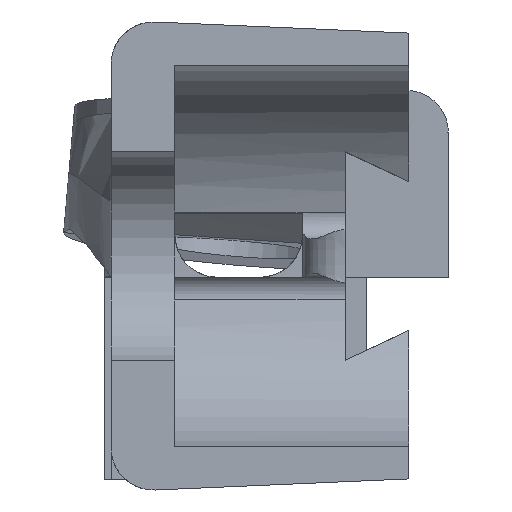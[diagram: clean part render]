
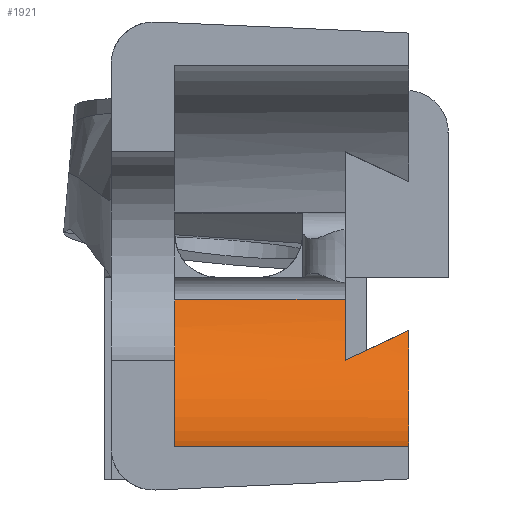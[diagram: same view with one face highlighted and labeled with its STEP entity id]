
A CAD part, left-side view. The second image highlights one B-rep face of the part: STEP entity #1921.
In plain terms, the highlighted cylindrical face has radius 9 mm (diameter 18 mm), a partial arc.
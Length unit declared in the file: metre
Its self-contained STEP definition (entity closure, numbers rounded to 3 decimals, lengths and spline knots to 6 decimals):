
#26=ELLIPSE('',#1987,0.021296,0.009);
#38=CIRCLE('',#1996,0.009);
#71=CIRCLE('',#2061,0.009);
#75=CIRCLE('',#2068,0.009);
#113=CYLINDRICAL_SURFACE('',#2069,0.009);
#248=LINE('',#3547,#401);
#281=LINE('',#3834,#434);
#401=VECTOR('',#2342,1.);
#434=VECTOR('',#2423,1.);
#803=ORIENTED_EDGE('',*,*,#1200,.F.);
#804=ORIENTED_EDGE('',*,*,#1253,.T.);
#805=ORIENTED_EDGE('',*,*,#1092,.T.);
#806=ORIENTED_EDGE('',*,*,#1115,.T.);
#807=ORIENTED_EDGE('',*,*,#1254,.F.);
#808=ORIENTED_EDGE('',*,*,#1243,.F.);
#1092=EDGE_CURVE('',#1375,#1374,#26,.F.);
#1115=EDGE_CURVE('',#1374,#1393,#38,.F.);
#1200=EDGE_CURVE('',#1456,#1457,#248,.T.);
#1243=EDGE_CURVE('',#1457,#1483,#71,.T.);
#1253=EDGE_CURVE('',#1456,#1375,#75,.F.);
#1254=EDGE_CURVE('',#1483,#1393,#281,.F.);
#1374=VERTEX_POINT('',#2982);
#1375=VERTEX_POINT('',#2984);
#1393=VERTEX_POINT('',#3031);
#1456=VERTEX_POINT('',#3546);
#1457=VERTEX_POINT('',#3548);
#1483=VERTEX_POINT('',#3762);
#1662=EDGE_LOOP('',(#803,#804,#805,#806,#807,#808));
#1792=FACE_BOUND('',#1662,.T.);
#1921=ADVANCED_FACE('',(#1792),#113,.F.);
#1987=AXIS2_PLACEMENT_3D('',#2983,#2173,#2174);
#1996=AXIS2_PLACEMENT_3D('',#3032,#2207,#2208);
#2061=AXIS2_PLACEMENT_3D('',#3761,#2403,#2404);
#2068=AXIS2_PLACEMENT_3D('',#3832,#2419,#2420);
#2069=AXIS2_PLACEMENT_3D('',#3833,#2421,#2422);
#2173=DIRECTION('',(0.,-0.423,-0.906));
#2174=DIRECTION('',(0.,0.906,-0.423));
#2207=DIRECTION('',(0.,1.,0.));
#2208=DIRECTION('',(0.,0.,1.));
#2342=DIRECTION('',(0.,1.,0.));
#2403=DIRECTION('',(0.,-1.,0.));
#2404=DIRECTION('',(-1.,0.,0.));
#2419=DIRECTION('',(0.,1.,0.));
#2420=DIRECTION('',(0.,0.,1.));
#2421=DIRECTION('',(0.,1.,0.));
#2422=DIRECTION('',(-1.,0.,0.));
#2423=DIRECTION('',(0.,1.,0.));
#2982=CARTESIAN_POINT('',(0.00755,-0.0015,-0.004899));
#2983=CARTESIAN_POINT('',(0.,-0.012006,0.));
#2984=CARTESIAN_POINT('',(0.008292,-0.0045,-0.0035));
#3031=CARTESIAN_POINT('',(0.00877,-0.0015,-0.002024));
#3032=CARTESIAN_POINT('',(0.,-0.0015,0.));
#3546=CARTESIAN_POINT('',(0.001,-0.0045,-0.008944));
#3547=CARTESIAN_POINT('',(0.001,-0.011,-0.008944));
#3548=CARTESIAN_POINT('',(0.001,0.0065,-0.008944));
#3761=CARTESIAN_POINT('',(0.,0.0065,0.));
#3762=CARTESIAN_POINT('',(0.00877,0.0065,-0.002024));
#3832=CARTESIAN_POINT('',(0.,-0.0045,0.));
#3833=CARTESIAN_POINT('',(0.,-0.031956,0.));
#3834=CARTESIAN_POINT('',(0.00877,-0.001,-0.002024));
